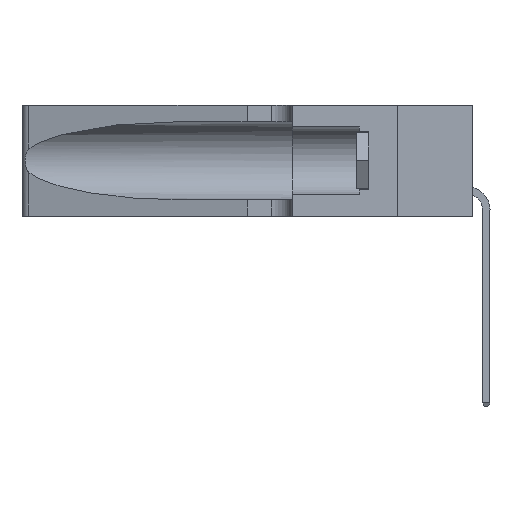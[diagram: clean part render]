
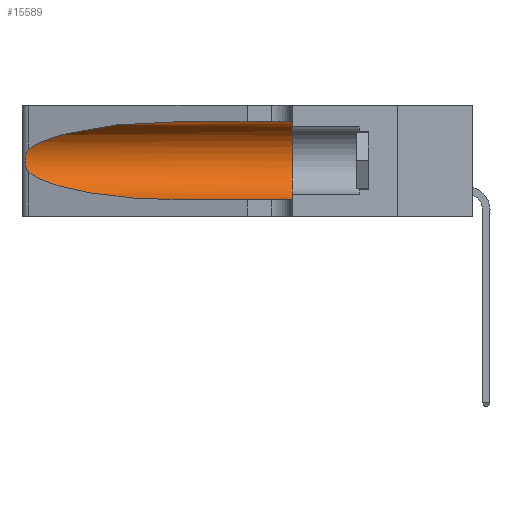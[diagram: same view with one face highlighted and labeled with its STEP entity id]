
A CAD part, left-side view. The second image highlights one B-rep face of the part: STEP entity #15589.
In plain terms, the highlighted cylindrical face has radius 3.308 mm (diameter 6.617 mm), a partial arc.
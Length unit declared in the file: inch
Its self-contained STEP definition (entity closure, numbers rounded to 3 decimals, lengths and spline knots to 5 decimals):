
#356 = CARTESIAN_POINT ( 'NONE',  ( 0.1305, 0.72297, 0.05475 ) ) ;
#768 = CARTESIAN_POINT ( 'NONE',  ( 0.1305, 0.72297, 0.31525 ) ) ;
#856 = LINE ( 'NONE', #25608, #30577 ) ;
#1352 = CARTESIAN_POINT ( 'NONE',  ( 0.26075, 1.23896, 0.19203 ) ) ;
#1642 = CARTESIAN_POINT ( 'NONE',  ( 0.25487, 1.22718, 0.22369 ) ) ;
#2267 = DIRECTION ( 'NONE',  ( 0., 0., -1. ) ) ;
#3630 = CARTESIAN_POINT ( 'NONE',  ( 0.25856, 1.23593, 0.16098 ) ) ;
#3632 = CARTESIAN_POINT ( 'NONE',  ( 0.18966, 0.96281, 0.31525 ) ) ;
#5312 = ORIENTED_EDGE ( 'NONE', *, *, #22428, .F. ) ;
#5628 = FACE_OUTER_BOUND ( 'NONE', #17457, .T. ) ;
#5893 = ORIENTED_EDGE ( 'NONE', *, *, #23948, .T. ) ;
#6056 = EDGE_CURVE ( 'NONE', #10932, #24437, #12957, .T. ) ;
#6430 = VERTEX_POINT ( 'NONE', #768 ) ;
#6809 = EDGE_CURVE ( 'NONE', #6430, #10932, #21169, .T. ) ;
#7319 = VERTEX_POINT ( 'NONE', #16008 ) ;
#8381 = CARTESIAN_POINT ( 'NONE',  ( 0.1305, 0.72297, 0.31525 ) ) ;
#8746 = CARTESIAN_POINT ( 'NONE',  ( 0.2373, 1.15595, 0.08982 ) ) ;
#8780 = CARTESIAN_POINT ( 'NONE',  ( 0.1305, 1.61858, 0.31525 ) ) ;
#8952 = CYLINDRICAL_SURFACE ( 'NONE', #11939, 0.13025 ) ;
#9432 = DIRECTION ( 'NONE',  ( 0., -1., 0. ) ) ;
#9658 = ORIENTED_EDGE ( 'NONE', *, *, #6056, .T. ) ;
#10626 = CARTESIAN_POINT ( 'NONE',  ( 0.26075, 1.23896, 0.178 ) ) ;
#10896 = CARTESIAN_POINT ( 'NONE',  ( 0.18966, 0.96281, 0.05475 ) ) ;
#10932 = VERTEX_POINT ( 'NONE', #11273 ) ;
#11108 = CARTESIAN_POINT ( 'NONE',  ( 0.25487, 1.22718, 0.14631 ) ) ;
#11144 = DIRECTION ( 'NONE',  ( 0., -1., 0. ) ) ;
#11273 = CARTESIAN_POINT ( 'NONE',  ( 0.25487, 1.22718, 0.22369 ) ) ;
#11939 = AXIS2_PLACEMENT_3D ( 'NONE', #18258, #23357, #2267 ) ;
#12428 = CIRCLE ( 'NONE', #19805, 0.13025 ) ;
#12957 = B_SPLINE_CURVE_WITH_KNOTS ( 'NONE', 3,
 ( #20115, #29457, #29897, #25040, #17632, #15560, #1352, #10626, #15456, #3630, #20225, #17959, #27745, #15985 ),
 .UNSPECIFIED., .F., .F.,
 ( 4, 2, 2, 2, 2, 2, 4 ),
 ( 0., 0.00027, 0.00053, 0.00107, 0.0016, 0.00187, 0.00214 ),
 .UNSPECIFIED. ) ;
#13593 = LINE ( 'NONE', #8780, #18036 ) ;
#13961 = ORIENTED_EDGE ( 'NONE', *, *, #6809, .T. ) ;
#14119 = EDGE_CURVE ( 'NONE', #24437, #15605, #29910, .T. ) ;
#14898 = DIRECTION ( 'NONE',  ( 0., 0., 1. ) ) ;
#15456 = CARTESIAN_POINT ( 'NONE',  ( 0.26017, 1.23833, 0.17102 ) ) ;
#15560 = CARTESIAN_POINT ( 'NONE',  ( 0.26018, 1.23835, 0.19895 ) ) ;
#15589 = ADVANCED_FACE ( 'NONE', ( #5628 ), #8952, .F. ) ;
#15605 = VERTEX_POINT ( 'NONE', #356 ) ;
#15941 = ORIENTED_EDGE ( 'NONE', *, *, #14119, .T. ) ;
#15985 = CARTESIAN_POINT ( 'NONE',  ( 0.25487, 1.22718, 0.14631 ) ) ;
#16008 = CARTESIAN_POINT ( 'NONE',  ( 0.1305, 0.35, 0.05475 ) ) ;
#17457 = EDGE_LOOP ( 'NONE', ( #13961, #9658, #15941, #5893, #29097, #5312 ) ) ;
#17632 = CARTESIAN_POINT ( 'NONE',  ( 0.25854, 1.2359, 0.20912 ) ) ;
#17959 = CARTESIAN_POINT ( 'NONE',  ( 0.25639, 1.23186, 0.15144 ) ) ;
#18036 = VECTOR ( 'NONE', #11144, 39.37008 ) ;
#18258 = CARTESIAN_POINT ( 'NONE',  ( 0.1305, 1.61858, 0.185 ) ) ;
#19805 = AXIS2_PLACEMENT_3D ( 'NONE', #29219, #22377, #14898 ) ;
#20115 = CARTESIAN_POINT ( 'NONE',  ( 0.25487, 1.22718, 0.22369 ) ) ;
#20225 = CARTESIAN_POINT ( 'NONE',  ( 0.25789, 1.23486, 0.15765 ) ) ;
#21169 =( BOUNDED_CURVE ( )  B_SPLINE_CURVE ( 3, ( #8381, #3632, #23616, #1642 ),
 .UNSPECIFIED., .F., .F. ) 
 B_SPLINE_CURVE_WITH_KNOTS ( ( 4, 4 ),
 ( 1.5708, 2.84003 ),
 .UNSPECIFIED. ) 
 CURVE ( )  GEOMETRIC_REPRESENTATION_ITEM ( )  RATIONAL_B_SPLINE_CURVE ( ( 1., 0.87, 0.87, 1. ) ) 
 REPRESENTATION_ITEM ( '' )  );
#21991 = CARTESIAN_POINT ( 'NONE',  ( 0.25487, 1.22718, 0.14631 ) ) ;
#22321 = VERTEX_POINT ( 'NONE', #27799 ) ;
#22377 = DIRECTION ( 'NONE',  ( 0., 1., 0. ) ) ;
#22428 = EDGE_CURVE ( 'NONE', #6430, #22321, #13593, .T. ) ;
#22595 = EDGE_CURVE ( 'NONE', #22321, #7319, #12428, .T. ) ;
#23357 = DIRECTION ( 'NONE',  ( 0., -1., 0. ) ) ;
#23616 = CARTESIAN_POINT ( 'NONE',  ( 0.2373, 1.15595, 0.28018 ) ) ;
#23948 = EDGE_CURVE ( 'NONE', #15605, #7319, #856, .T. ) ;
#24437 = VERTEX_POINT ( 'NONE', #21991 ) ;
#24987 = CARTESIAN_POINT ( 'NONE',  ( 0.1305, 0.72297, 0.05475 ) ) ;
#25040 = CARTESIAN_POINT ( 'NONE',  ( 0.25787, 1.23484, 0.2124 ) ) ;
#25608 = CARTESIAN_POINT ( 'NONE',  ( 0.1305, 1.61858, 0.05475 ) ) ;
#27745 = CARTESIAN_POINT ( 'NONE',  ( 0.25555, 1.22993, 0.14849 ) ) ;
#27799 = CARTESIAN_POINT ( 'NONE',  ( 0.1305, 0.35, 0.31525 ) ) ;
#29097 = ORIENTED_EDGE ( 'NONE', *, *, #22595, .F. ) ;
#29219 = CARTESIAN_POINT ( 'NONE',  ( 0.1305, 0.35, 0.185 ) ) ;
#29457 = CARTESIAN_POINT ( 'NONE',  ( 0.25555, 1.22994, 0.2215 ) ) ;
#29897 = CARTESIAN_POINT ( 'NONE',  ( 0.25639, 1.23184, 0.21858 ) ) ;
#29910 =( BOUNDED_CURVE ( )  B_SPLINE_CURVE ( 3, ( #11108, #8746, #10896, #24987 ),
 .UNSPECIFIED., .F., .F. ) 
 B_SPLINE_CURVE_WITH_KNOTS ( ( 4, 4 ),
 ( 3.44316, 4.71239 ),
 .UNSPECIFIED. ) 
 CURVE ( )  GEOMETRIC_REPRESENTATION_ITEM ( )  RATIONAL_B_SPLINE_CURVE ( ( 1., 0.87, 0.87, 1. ) ) 
 REPRESENTATION_ITEM ( '' )  );
#30577 = VECTOR ( 'NONE', #9432, 39.37008 ) ;
